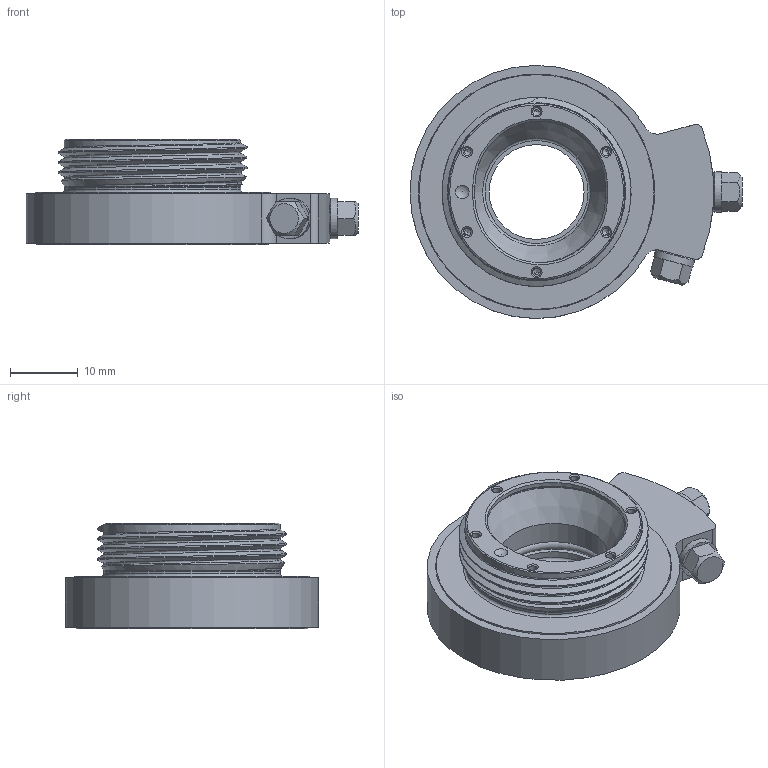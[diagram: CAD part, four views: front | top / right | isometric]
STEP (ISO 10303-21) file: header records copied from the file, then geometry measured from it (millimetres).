
FILE_DESCRIPTION(/* description */ (''),/* implementation_level */ '2;1');
FILE_NAME(/* name */ '372029000.stp',/* time_stamp */ '2022-09-23T10:51:37',/* author */ ('Ratnasingam Jekanthan'),/* organization */ ('REGO-FIX'),/* preprocessor_version */ ' Unknown',/* originating_system */ 'SIEMENS PLM Software Solid Edge ST10',/* authorization */ 'Unknown');
FILE_SCHEMA (('AUTOMOTIVE_DESIGN { 1 0 10303 214 2 1 1}'));
Length unit declared in the file: millimetre
Products named in the file (1): 3720
Bounding box: 49.17 x 37.5 x 15.57 mm (x, y, z)
Volume: 4.3 mm3; surface area: 8549.3 mm2
Topology: 2 solids, 3 shells, 192 faces, 548 edges, 352 vertices
Faces by surface type: cylinder 56, plane 52, cone 50, torus 29, bspline 3, sphere 2
Full cylindrical faces by diameter (mm): 1.2 x6, 1.8 x3, 2 x2, 4 x2, 4.459 x5, 6 x2, 14.05 x1, 16.05 x2, 18.5 x2, 26.1 x1, 26.5 x1, 28.5 x3, 34.25 x1, 34.5 x1, 34.8 x1, 35 x1
Entity records: 7752 total; most frequent: CARTESIAN_POINT 2174, DIRECTION 878, ORIENTED_EDGE 774, AXIS2_PLACEMENT_3D 403, EDGE_CURVE 387, FACE_BOUND 312, EDGE_LOOP 304, VERTEX_POINT 295
